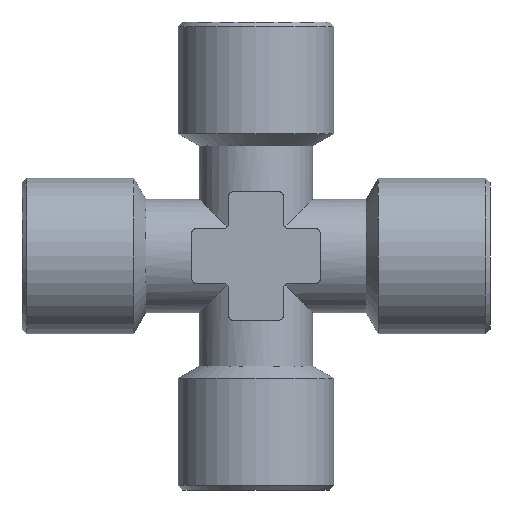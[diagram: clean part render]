
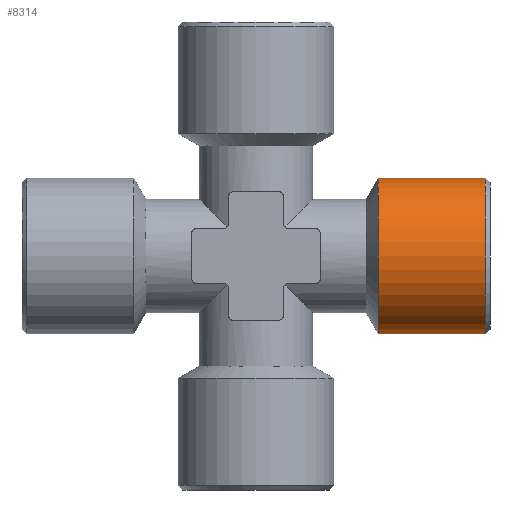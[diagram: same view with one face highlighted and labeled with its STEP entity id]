
A CAD part, front view. The second image highlights one B-rep face of the part: STEP entity #8314.
In plain terms, the highlighted cylindrical face has radius 8.5 mm (diameter 17 mm), a full revolution.
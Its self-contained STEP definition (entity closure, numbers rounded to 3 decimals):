
#2162=CYLINDRICAL_SURFACE('',#8127,8.5);
#2222=ORIENTED_EDGE('',*,*,#2806,.F.);
#2223=ORIENTED_EDGE('',*,*,#2807,.T.);
#2604=CIRCLE('',#8126,8.5);
#2605=CIRCLE('',#8128,8.5);
#2668=VERTEX_POINT('',#3654);
#2669=VERTEX_POINT('',#3657);
#2806=EDGE_CURVE('',#2668,#2668,#2604,.T.);
#2807=EDGE_CURVE('',#2669,#2669,#2605,.T.);
#3000=EDGE_LOOP('',(#2222));
#3001=EDGE_LOOP('',(#2223));
#3122=FACE_BOUND('',#3000,.T.);
#3123=FACE_BOUND('',#3001,.T.);
#3248=DIRECTION('',(1.,0.,0.));
#3249=DIRECTION('',(0.,0.,8.5));
#3250=DIRECTION('',(-1.,0.,0.));
#3251=DIRECTION('',(0.,1.,0.));
#3252=DIRECTION('',(1.,0.,0.));
#3253=DIRECTION('',(0.,0.,8.5));
#3654=CARTESIAN_POINT('',(30.634,3.777,8.5));
#3655=CARTESIAN_POINT('',(30.634,3.777,0.));
#3656=CARTESIAN_POINT('',(30.634,3.777,0.));
#3657=CARTESIAN_POINT('',(18.962,3.777,8.5));
#3658=CARTESIAN_POINT('',(18.962,3.777,0.));
#8126=AXIS2_PLACEMENT_3D('',#3655,#3248,#3249);
#8127=AXIS2_PLACEMENT_3D('',#3656,#3250,#3251);
#8128=AXIS2_PLACEMENT_3D('',#3658,#3252,#3253);
#8314=ADVANCED_FACE('',(#3122,#3123),#2162,.T.);
